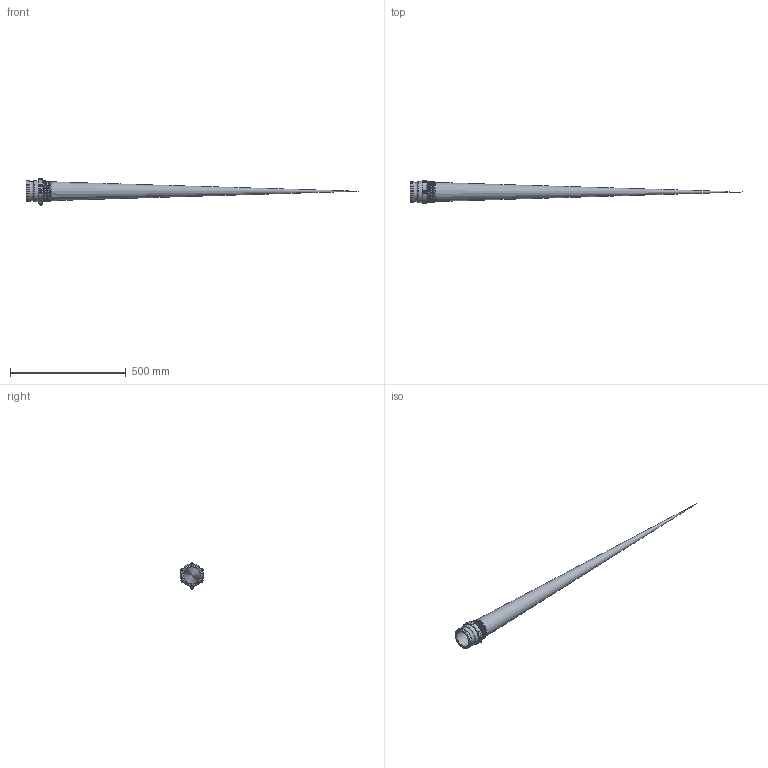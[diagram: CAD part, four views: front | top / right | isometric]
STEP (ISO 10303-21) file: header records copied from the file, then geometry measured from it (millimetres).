
FILE_DESCRIPTION(/* description */ ('3" F CAM LEVER ADAPTER'),/* implementation_level */ '2;1');
FILE_NAME(/* name */ '300F.stp',/* time_stamp */ '2019-10-15T11:26:14-04:00',/* author */ ('MEG'),/* organization */ (''),/* preprocessor_version */ 'ST-DEVELOPER v17.2',/* originating_system */ 'Autodesk Inventor 2019',/* authorisation */ '');
FILE_SCHEMA (('AUTOMOTIVE_DESIGN { 1 0 10303 214 3 1 1 }'));
Length unit declared in the file: inch
Products named in the file (2): 300F; 300FX
Assembly tree (1 placements, depth 2):
  300F
    300FX
Bounding box: 1433.9 x 100.08 x 113.03 mm (x, y, z)
Volume: 252085.7 mm3; surface area: 423380.1 mm2
Topology: 1 solids, 1 shells, 513 faces, 1364 edges, 878 vertices
Faces by surface type: plane 183, bspline 180, cylinder 99, torus 22, cone 17, sphere 12
Full cylindrical faces by diameter (mm): 5.08 x1, 71.882 x1, 88.9 x1, 91.491 x2
Entity records: 59251 total; most frequent: CARTESIAN_POINT 47873, ORIENTED_EDGE 2696, DIRECTION 1763, EDGE_CURVE 1348, VERTEX_POINT 876, AXIS2_PLACEMENT_3D 619, EDGE_LOOP 556, B_SPLINE_CURVE_WITH_KNOTS 540
